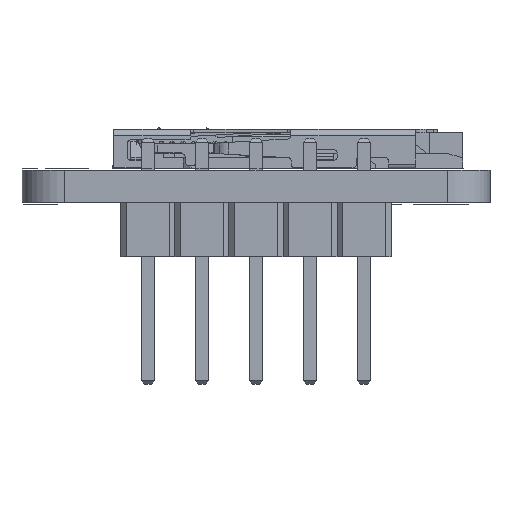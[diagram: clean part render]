
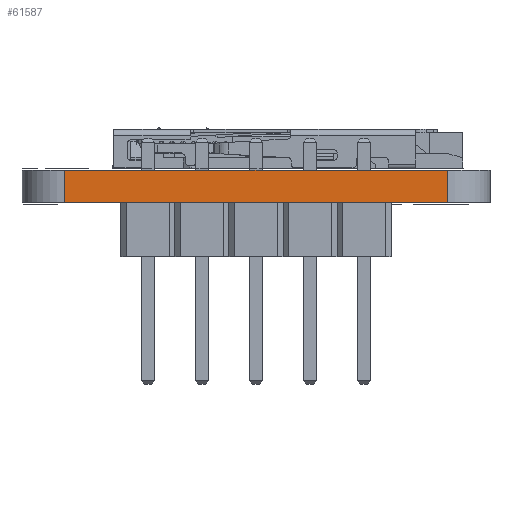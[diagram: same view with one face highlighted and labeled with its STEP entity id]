
A CAD part, front view. The second image highlights one B-rep face of the part: STEP entity #61587.
In plain terms, the highlighted planar face has unit normal (0, -1, 0).
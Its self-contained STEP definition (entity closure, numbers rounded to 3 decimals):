
#60916 = VERTEX_POINT('',#60917);
#60917 = CARTESIAN_POINT('',(-9.002,-11.002,0.));
#60924 = EDGE_CURVE('',#60925,#60916,#60927,.T.);
#60925 = VERTEX_POINT('',#60926);
#60926 = CARTESIAN_POINT('',(8.998,-11.002,0.));
#60927 = LINE('',#60928,#60929);
#60928 = CARTESIAN_POINT('',(8.998,-11.002,0.));
#60929 = VECTOR('',#60930,1.);
#60930 = DIRECTION('',(-1.,0.,0.));
#61186 = VERTEX_POINT('',#61187);
#61187 = CARTESIAN_POINT('',(-9.002,-11.002,1.51));
#61194 = EDGE_CURVE('',#61195,#61186,#61197,.T.);
#61195 = VERTEX_POINT('',#61196);
#61196 = CARTESIAN_POINT('',(8.998,-11.002,1.51));
#61197 = LINE('',#61198,#61199);
#61198 = CARTESIAN_POINT('',(8.998,-11.002,1.51));
#61199 = VECTOR('',#61200,1.);
#61200 = DIRECTION('',(-1.,0.,0.));
#61559 = EDGE_CURVE('',#60925,#61195,#61560,.T.);
#61560 = LINE('',#61561,#61562);
#61561 = CARTESIAN_POINT('',(8.998,-11.002,0.));
#61562 = VECTOR('',#61563,1.);
#61563 = DIRECTION('',(0.,0.,1.));
#61587 = ADVANCED_FACE('',(#61588),#61599,.T.);
#61588 = FACE_BOUND('',#61589,.T.);
#61589 = EDGE_LOOP('',(#61590,#61591,#61592,#61598));
#61590 = ORIENTED_EDGE('',*,*,#61559,.T.);
#61591 = ORIENTED_EDGE('',*,*,#61194,.T.);
#61592 = ORIENTED_EDGE('',*,*,#61593,.F.);
#61593 = EDGE_CURVE('',#60916,#61186,#61594,.T.);
#61594 = LINE('',#61595,#61596);
#61595 = CARTESIAN_POINT('',(-9.002,-11.002,0.));
#61596 = VECTOR('',#61597,1.);
#61597 = DIRECTION('',(0.,0.,1.));
#61598 = ORIENTED_EDGE('',*,*,#60924,.F.);
#61599 = PLANE('',#61600);
#61600 = AXIS2_PLACEMENT_3D('',#61601,#61602,#61603);
#61601 = CARTESIAN_POINT('',(8.998,-11.002,0.));
#61602 = DIRECTION('',(0.,-1.,0.));
#61603 = DIRECTION('',(-1.,0.,0.));
